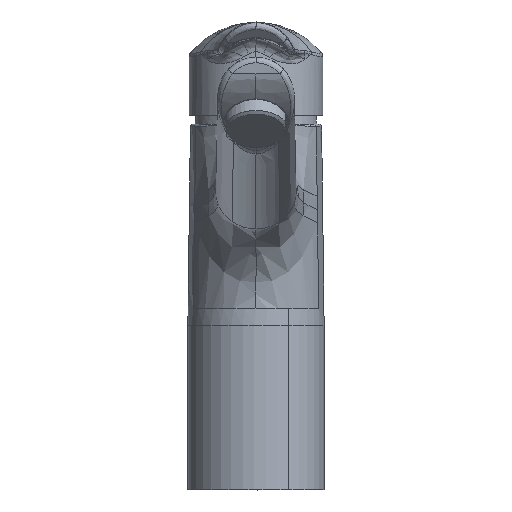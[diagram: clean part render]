
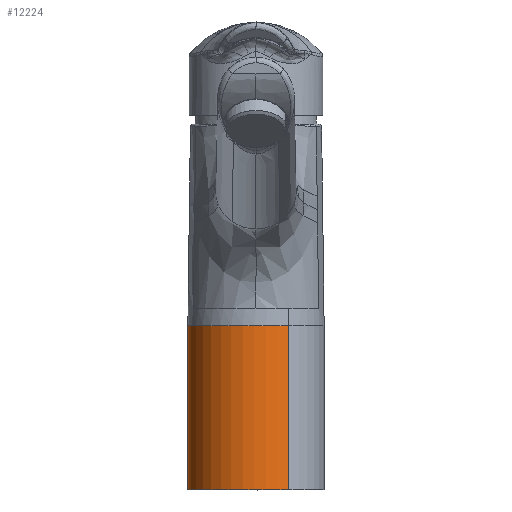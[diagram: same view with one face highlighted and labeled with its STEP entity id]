
A CAD part, top view. The second image highlights one B-rep face of the part: STEP entity #12224.
In plain terms, the highlighted cylindrical face has radius 25.5 mm (diameter 51 mm), a partial arc.
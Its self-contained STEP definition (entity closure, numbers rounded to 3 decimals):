
#74 = LINE ( 'NONE', #9809, #7478 ) ;
#1387 = DIRECTION ( 'NONE',  ( 0., 1., 0. ) ) ;
#1515 = DIRECTION ( 'NONE',  ( 0., 1., 0. ) ) ;
#2943 = AXIS2_PLACEMENT_3D ( 'NONE', #7404, #17811, #8909 ) ;
#3275 = EDGE_LOOP ( 'NONE', ( #12491, #10345, #16547, #16119 ) ) ;
#3346 = VERTEX_POINT ( 'NONE', #3449 ) ;
#3449 = CARTESIAN_POINT ( 'NONE',  ( 12.225, -60.394, 22.378 ) ) ;
#3607 = CIRCLE ( 'NONE', #18332, 25.5 ) ;
#3780 = FACE_OUTER_BOUND ( 'NONE', #3275, .T. ) ;
#4130 = CARTESIAN_POINT ( 'NONE',  ( 12.225, 0.974, 22.378 ) ) ;
#5175 = CARTESIAN_POINT ( 'NONE',  ( 0., -29.494, 0. ) ) ;
#6140 = EDGE_CURVE ( 'NONE', #3346, #14058, #6565, .T. ) ;
#6565 = LINE ( 'NONE', #10286, #9365 ) ;
#7075 = CIRCLE ( 'NONE', #2943, 25.5 ) ;
#7404 = CARTESIAN_POINT ( 'NONE',  ( 0., -60.394, 0. ) ) ;
#7478 = VECTOR ( 'NONE', #11339, 1000. ) ;
#7863 = CARTESIAN_POINT ( 'NONE',  ( -12.225, 0.974, -22.378 ) ) ;
#8909 = DIRECTION ( 'NONE',  ( 0., 0., -1. ) ) ;
#9365 = VECTOR ( 'NONE', #1387, 1000. ) ;
#9809 = CARTESIAN_POINT ( 'NONE',  ( -12.225, -29.494, -22.378 ) ) ;
#10286 = CARTESIAN_POINT ( 'NONE',  ( 12.225, -29.494, 22.378 ) ) ;
#10345 = ORIENTED_EDGE ( 'NONE', *, *, #6140, .T. ) ;
#10413 = CARTESIAN_POINT ( 'NONE',  ( 0., 0.974, 0. ) ) ;
#11014 = VERTEX_POINT ( 'NONE', #15712 ) ;
#11339 = DIRECTION ( 'NONE',  ( 0., 1., 0. ) ) ;
#11917 = DIRECTION ( 'NONE',  ( 0., 0., -1. ) ) ;
#12224 = ADVANCED_FACE ( 'NONE', ( #3780 ), #14756, .T. ) ;
#12491 = ORIENTED_EDGE ( 'NONE', *, *, #14186, .T. ) ;
#12579 = VERTEX_POINT ( 'NONE', #7863 ) ;
#14058 = VERTEX_POINT ( 'NONE', #4130 ) ;
#14186 = EDGE_CURVE ( 'NONE', #11014, #3346, #7075, .T. ) ;
#14330 = DIRECTION ( 'NONE',  ( 0., 1., 0. ) ) ;
#14756 = CYLINDRICAL_SURFACE ( 'NONE', #17599, 25.5 ) ;
#15321 = EDGE_CURVE ( 'NONE', #12579, #14058, #3607, .T. ) ;
#15712 = CARTESIAN_POINT ( 'NONE',  ( -12.225, -60.394, -22.378 ) ) ;
#16119 = ORIENTED_EDGE ( 'NONE', *, *, #19197, .F. ) ;
#16547 = ORIENTED_EDGE ( 'NONE', *, *, #15321, .F. ) ;
#17599 = AXIS2_PLACEMENT_3D ( 'NONE', #5175, #14330, #18647 ) ;
#17811 = DIRECTION ( 'NONE',  ( 0., 1., 0. ) ) ;
#18332 = AXIS2_PLACEMENT_3D ( 'NONE', #10413, #1515, #11917 ) ;
#18647 = DIRECTION ( 'NONE',  ( -0.479, 0., -0.878 ) ) ;
#19197 = EDGE_CURVE ( 'NONE', #11014, #12579, #74, .T. ) ;
